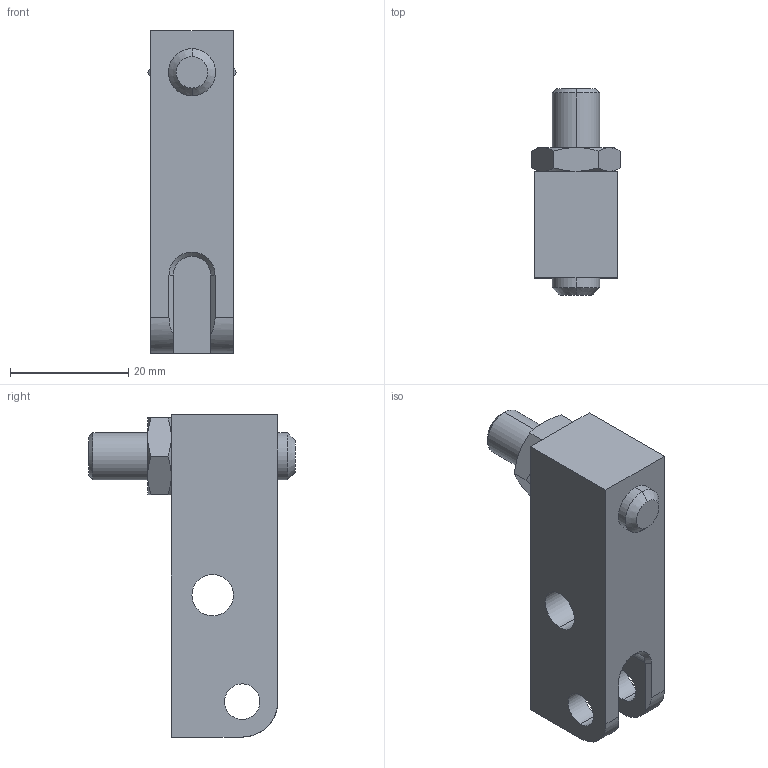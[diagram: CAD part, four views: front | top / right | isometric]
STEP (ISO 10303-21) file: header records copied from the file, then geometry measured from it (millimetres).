
FILE_DESCRIPTION((''),'2;1');
FILE_NAME('ILCMV91611503','2018-11-07T',('ngp'),(''),'PRO/ENGINEER BY PARAMETRIC TECHNOLOGY CORPORATION, 2013320','PRO/ENGINEER BY PARAMETRIC TECHNOLOGY CORPORATION, 2013320','');
FILE_SCHEMA(('AUTOMOTIVE_DESIGN { 1 0 10303 214 1 1 1 1 }'));
Length unit declared in the file: millimetre
Products named in the file (1): ILCMV91611503
Bounding box: 15.01 x 35 x 54.5 mm (x, y, z)
Volume: 12772.9 mm3; surface area: 5568.8 mm2
Topology: 1 solids, 2 shells, 59 faces, 141 edges, 88 vertices
Faces by surface type: plane 27, cone 17, cylinder 15
Entity records: 2304 total; most frequent: CARTESIAN_POINT 425, DIRECTION 282, ORIENTED_EDGE 278, PRESENTATION_STYLE_ASSIGNMENT 143, STYLED_ITEM 143, CURVE_STYLE 141, EDGE_CURVE 141, AXIS2_PLACEMENT_3D 107
